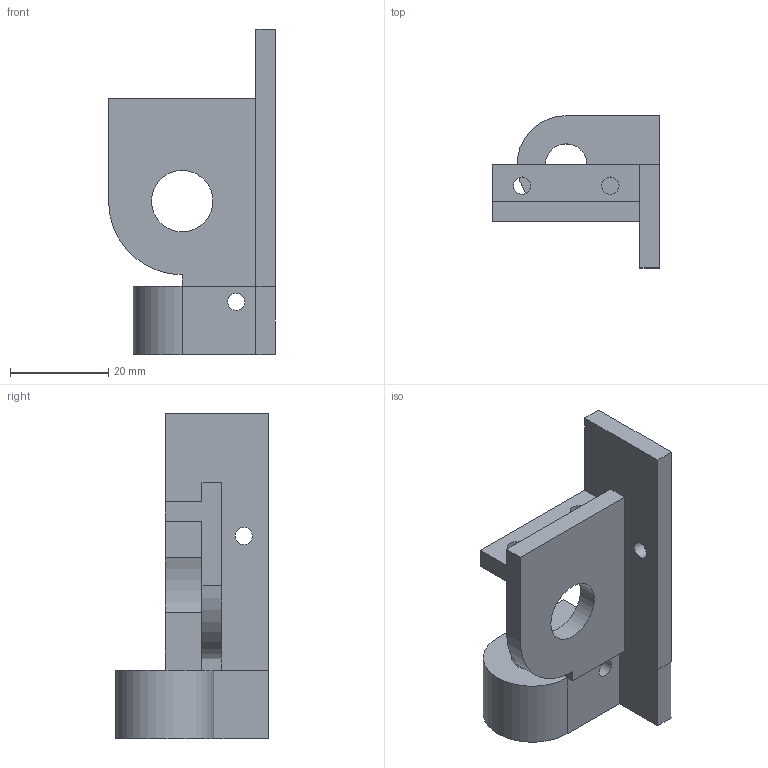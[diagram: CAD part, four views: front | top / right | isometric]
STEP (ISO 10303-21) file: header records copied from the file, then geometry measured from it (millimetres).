
FILE_DESCRIPTION(/* description */ (''),/* implementation_level */ '2;1');
FILE_NAME(/* name */ 'Diff Housing Part 1.step',/* time_stamp */ '2024-09-11T13:46:56+02:00',/* author */ (''),/* organization */ (''),/* preprocessor_version */ 'ST-DEVELOPER v20',/* originating_system */ 'Autodesk Translation Framework v13.14.0.145',/* authorisation */ '');
FILE_SCHEMA (('AUTOMOTIVE_DESIGN { 1 0 10303 214 3 1 1 }'));
Length unit declared in the file: millimetre
Products named in the file (1): Diff Housing Part 1
Bounding box: 33.98 x 31.07 x 66.28 mm (x, y, z)
Volume: 15897.2 mm3; surface area: 8621 mm2
Topology: 1 solids, 1 shells, 38 faces, 102 edges, 68 vertices
Faces by surface type: plane 27, cylinder 11
Full cylindrical faces by diameter (mm): 3.5 x6, 8.5 x1, 12.5 x1
Entity records: 1245 total; most frequent: CARTESIAN_POINT 209, ORIENTED_EDGE 204, DIRECTION 202, EDGE_CURVE 102, LINE 80, VECTOR 80, VERTEX_POINT 68, AXIS2_PLACEMENT_3D 61
